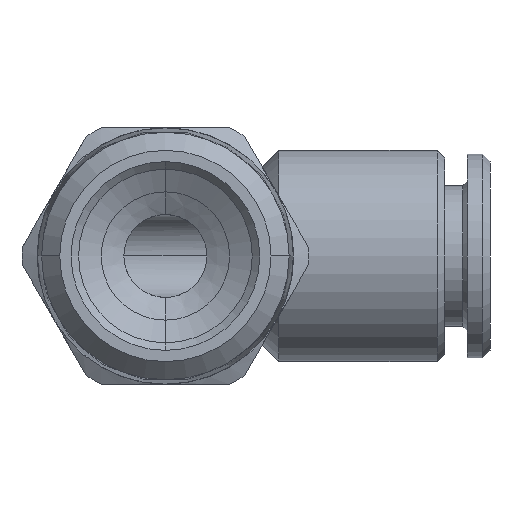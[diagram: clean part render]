
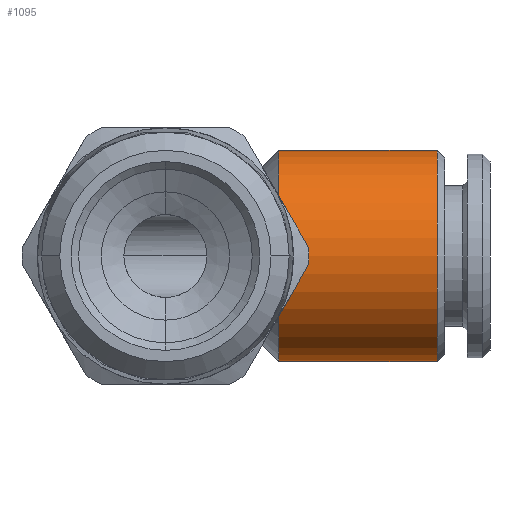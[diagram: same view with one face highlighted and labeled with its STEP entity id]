
A CAD part, front view. The second image highlights one B-rep face of the part: STEP entity #1095.
In plain terms, the highlighted cylindrical face has radius 7 mm (diameter 14 mm), a partial arc.
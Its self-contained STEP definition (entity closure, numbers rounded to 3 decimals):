
#271 = VERTEX_POINT ( 'NONE', #1380 ) ;
#273 = EDGE_CURVE ( 'NONE', #271, #274, #1379, .T. ) ;
#274 = VERTEX_POINT ( 'NONE', #1338 ) ;
#280 = VERTEX_POINT ( 'NONE', #1511 ) ;
#355 = VERTEX_POINT ( 'NONE', #1668 ) ;
#357 = EDGE_CURVE ( 'NONE', #280, #355, #1665, .T. ) ;
#916 = ORIENTED_EDGE ( 'NONE', *, *, #357, .T. ) ;
#918 = ORIENTED_EDGE ( 'NONE', *, *, #1097, .T. ) ;
#964 = EDGE_CURVE ( 'NONE', #274, #355, #2594, .T. ) ;
#1094 = ORIENTED_EDGE ( 'NONE', *, *, #964, .F. ) ;
#1095 = ADVANCED_FACE ( 'NONE', ( #3104 ), #3103, .T. ) ;
#1096 = EDGE_LOOP ( 'NONE', ( #1099, #918, #916, #1094 ) ) ;
#1097 = EDGE_CURVE ( 'NONE', #271, #280, #2805, .T. ) ;
#1099 = ORIENTED_EDGE ( 'NONE', *, *, #273, .F. ) ;
#1338 = CARTESIAN_POINT ( 'NONE',  ( 7.5, 0., -7. ) ) ;
#1376 = DIRECTION ( 'NONE',  ( -1., 0., 0. ) ) ;
#1377 = VECTOR ( 'NONE', #1376, 1000. ) ;
#1378 = CARTESIAN_POINT ( 'NONE',  ( -3.45, 0., -7. ) ) ;
#1379 = LINE ( 'NONE', #1378, #1377 ) ;
#1380 = CARTESIAN_POINT ( 'NONE',  ( 18., 0., -7. ) ) ;
#1511 = CARTESIAN_POINT ( 'NONE',  ( 18., 0., 7. ) ) ;
#1662 = DIRECTION ( 'NONE',  ( -1., 0., 0. ) ) ;
#1663 = VECTOR ( 'NONE', #1662, 1000. ) ;
#1664 = CARTESIAN_POINT ( 'NONE',  ( -3.45, 0., 7. ) ) ;
#1665 = LINE ( 'NONE', #1664, #1663 ) ;
#1668 = CARTESIAN_POINT ( 'NONE',  ( 7.5, 0., 7. ) ) ;
#2591 = DIRECTION ( 'NONE',  ( 0., 0., 1. ) ) ;
#2592 = DIRECTION ( 'NONE',  ( -1., 0., 0. ) ) ;
#2593 = AXIS2_PLACEMENT_3D ( 'NONE', #2599, #2592, #2591 ) ;
#2594 = CIRCLE ( 'NONE', #2593, 7. ) ;
#2599 = CARTESIAN_POINT ( 'NONE',  ( 7.5, 0., 0. ) ) ;
#2738 = DIRECTION ( 'NONE',  ( 0., 0., 1. ) ) ;
#2801 = DIRECTION ( 'NONE',  ( 0., 0., 1. ) ) ;
#2802 = DIRECTION ( 'NONE',  ( -1., 0., 0. ) ) ;
#2803 = CARTESIAN_POINT ( 'NONE',  ( 18., 0., 0. ) ) ;
#2804 = AXIS2_PLACEMENT_3D ( 'NONE', #2803, #2802, #2801 ) ;
#2805 = CIRCLE ( 'NONE', #2804, 7. ) ;
#3100 = DIRECTION ( 'NONE',  ( -1., 0., 0. ) ) ;
#3101 = AXIS2_PLACEMENT_3D ( 'NONE', #3102, #3100, #2738 ) ;
#3102 = CARTESIAN_POINT ( 'NONE',  ( -3.45, 0., 0. ) ) ;
#3103 = CYLINDRICAL_SURFACE ( 'NONE', #3101, 7. ) ;
#3104 = FACE_OUTER_BOUND ( 'NONE', #1096, .T. ) ;
